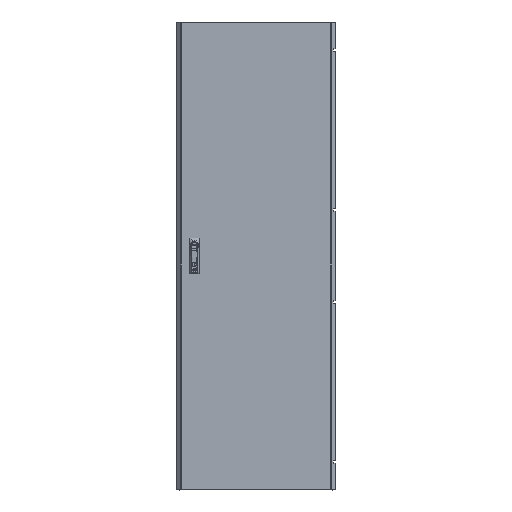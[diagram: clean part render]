
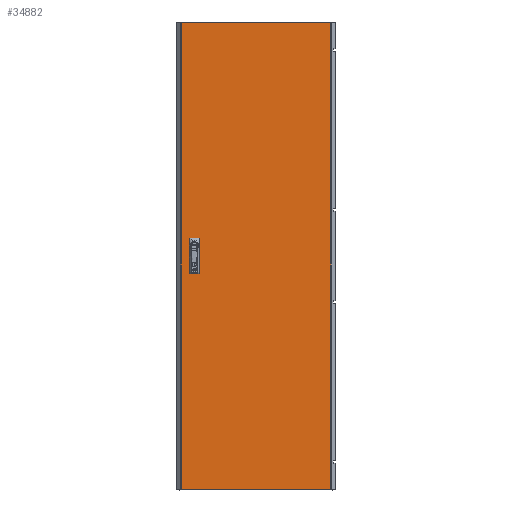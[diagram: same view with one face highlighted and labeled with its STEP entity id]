
A CAD part, top view. The second image highlights one B-rep face of the part: STEP entity #34882.
In plain terms, the highlighted planar face has unit normal (0, 0, 1).
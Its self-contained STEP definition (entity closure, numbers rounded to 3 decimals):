
#152 = VERTEX_POINT ( 'NONE', #74730 ) ;
#836 = VECTOR ( 'NONE', #32731, 1000. ) ;
#2526 = ORIENTED_EDGE ( 'NONE', *, *, #3084, .F. ) ;
#2568 = ORIENTED_EDGE ( 'NONE', *, *, #117755, .F. ) ;
#3084 = EDGE_CURVE ( 'NONE', #49521, #4805, #8314, .T. ) ;
#3627 = ORIENTED_EDGE ( 'NONE', *, *, #134586, .F. ) ;
#4533 = DIRECTION ( 'NONE',  ( -1., 0., 0. ) ) ;
#4805 = VERTEX_POINT ( 'NONE', #46207 ) ;
#8314 = LINE ( 'NONE', #21698, #126757 ) ;
#9183 = CARTESIAN_POINT ( 'NONE',  ( -277.875, -869.5, 0. ) ) ;
#10805 = EDGE_CURVE ( 'NONE', #64095, #66066, #28319, .T. ) ;
#11686 = EDGE_CURVE ( 'NONE', #4805, #129251, #118108, .T. ) ;
#12246 = VERTEX_POINT ( 'NONE', #85416 ) ;
#15934 = EDGE_CURVE ( 'NONE', #96823, #12246, #99136, .T. ) ;
#15998 = ORIENTED_EDGE ( 'NONE', *, *, #70156, .F. ) ;
#21698 = CARTESIAN_POINT ( 'NONE',  ( -217.5, 12.5, 0. ) ) ;
#22684 = EDGE_CURVE ( 'NONE', #12246, #64095, #120260, .T. ) ;
#25848 = AXIS2_PLACEMENT_3D ( 'NONE', #58241, #38394, #4533 ) ;
#28319 = LINE ( 'NONE', #9183, #66345 ) ;
#28616 = VECTOR ( 'NONE', #54693, 1000. ) ;
#30008 = ORIENTED_EDGE ( 'NONE', *, *, #15934, .T. ) ;
#32731 = DIRECTION ( 'NONE',  ( -1., 0., 0. ) ) ;
#34882 = ADVANCED_FACE ( 'NONE', ( #92085, #133776, #90679 ), #123188, .F. ) ;
#34892 = CARTESIAN_POINT ( 'NONE',  ( -277.875, 869.5, 0. ) ) ;
#35493 = LINE ( 'NONE', #46792, #137516 ) ;
#37586 = ORIENTED_EDGE ( 'NONE', *, *, #11686, .F. ) ;
#38394 = DIRECTION ( 'NONE',  ( 0., 0., -1. ) ) ;
#41088 = DIRECTION ( 'NONE',  ( 0., -1., 0. ) ) ;
#44027 = VERTEX_POINT ( 'NONE', #115166 ) ;
#46207 = CARTESIAN_POINT ( 'NONE',  ( -217.5, 62.5, 0. ) ) ;
#46399 = EDGE_CURVE ( 'NONE', #60957, #63968, #35493, .T. ) ;
#46792 = CARTESIAN_POINT ( 'NONE',  ( -242.5, -12.5, 0. ) ) ;
#49521 = VERTEX_POINT ( 'NONE', #71441 ) ;
#53802 = DIRECTION ( 'NONE',  ( 1., 0., 0. ) ) ;
#54693 = DIRECTION ( 'NONE',  ( 0., 1., 0. ) ) ;
#54932 = CARTESIAN_POINT ( 'NONE',  ( -277.875, -869.5, 0. ) ) ;
#55356 = VECTOR ( 'NONE', #41088, 1000. ) ;
#55447 = CARTESIAN_POINT ( 'NONE',  ( -242.5, -12.5, 0. ) ) ;
#55459 = ORIENTED_EDGE ( 'NONE', *, *, #95705, .F. ) ;
#58241 = CARTESIAN_POINT ( 'NONE',  ( 0., 0., 0. ) ) ;
#60957 = VERTEX_POINT ( 'NONE', #85597 ) ;
#63528 = CARTESIAN_POINT ( 'NONE',  ( -242.5, 62.5, 0. ) ) ;
#63968 = VERTEX_POINT ( 'NONE', #55447 ) ;
#64095 = VERTEX_POINT ( 'NONE', #34892 ) ;
#64140 = VECTOR ( 'NONE', #75741, 1000. ) ;
#65907 = CARTESIAN_POINT ( 'NONE',  ( -277.875, 869.5, 0. ) ) ;
#66066 = VERTEX_POINT ( 'NONE', #98699 ) ;
#66345 = VECTOR ( 'NONE', #93959, 1000. ) ;
#67176 = CARTESIAN_POINT ( 'NONE',  ( -242.5, 12.5, 0. ) ) ;
#67899 = EDGE_CURVE ( 'NONE', #66066, #96823, #119184, .T. ) ;
#70156 = EDGE_CURVE ( 'NONE', #129251, #101796, #84165, .T. ) ;
#71441 = CARTESIAN_POINT ( 'NONE',  ( -217.5, 12.5, 0. ) ) ;
#72143 = LINE ( 'NONE', #127893, #114168 ) ;
#74730 = CARTESIAN_POINT ( 'NONE',  ( -217.5, -62.5, 0. ) ) ;
#75236 = ORIENTED_EDGE ( 'NONE', *, *, #132769, .F. ) ;
#75719 = CARTESIAN_POINT ( 'NONE',  ( -217.5, -62.5, 0. ) ) ;
#75741 = DIRECTION ( 'NONE',  ( -1., 0., 0. ) ) ;
#77747 = LINE ( 'NONE', #67176, #111903 ) ;
#78747 = CARTESIAN_POINT ( 'NONE',  ( -242.5, -62.5, 0. ) ) ;
#79368 = EDGE_LOOP ( 'NONE', ( #37586, #2526, #2568, #15998 ) ) ;
#80143 = LINE ( 'NONE', #78747, #87533 ) ;
#82061 = CARTESIAN_POINT ( 'NONE',  ( -242.5, 12.5, 0. ) ) ;
#84165 = LINE ( 'NONE', #94067, #55356 ) ;
#85416 = CARTESIAN_POINT ( 'NONE',  ( 277.875, 869.5, 0. ) ) ;
#85597 = CARTESIAN_POINT ( 'NONE',  ( -217.5, -12.5, 0. ) ) ;
#86295 = LINE ( 'NONE', #75719, #96399 ) ;
#87533 = VECTOR ( 'NONE', #123223, 1000. ) ;
#87864 = CARTESIAN_POINT ( 'NONE',  ( 277.875, -869.5, 0. ) ) ;
#90679 = FACE_OUTER_BOUND ( 'NONE', #95203, .T. ) ;
#92085 = FACE_BOUND ( 'NONE', #79368, .T. ) ;
#93959 = DIRECTION ( 'NONE',  ( 0., -1., 0. ) ) ;
#94067 = CARTESIAN_POINT ( 'NONE',  ( -242.5, 12.5, 0. ) ) ;
#94724 = CARTESIAN_POINT ( 'NONE',  ( 277.875, -869.5, 0. ) ) ;
#95203 = EDGE_LOOP ( 'NONE', ( #30008, #101125, #110116, #104773 ) ) ;
#95705 = EDGE_CURVE ( 'NONE', #63968, #44027, #72143, .T. ) ;
#96399 = VECTOR ( 'NONE', #106106, 1000. ) ;
#96823 = VERTEX_POINT ( 'NONE', #94724 ) ;
#96907 = CARTESIAN_POINT ( 'NONE',  ( -242.5, 62.5, 0. ) ) ;
#98699 = CARTESIAN_POINT ( 'NONE',  ( -277.875, -869.5, 0. ) ) ;
#99136 = LINE ( 'NONE', #87864, #28616 ) ;
#99357 = DIRECTION ( 'NONE',  ( 1., 0., 0. ) ) ;
#100085 = VECTOR ( 'NONE', #99357, 1000. ) ;
#101125 = ORIENTED_EDGE ( 'NONE', *, *, #22684, .T. ) ;
#101796 = VERTEX_POINT ( 'NONE', #82061 ) ;
#104773 = ORIENTED_EDGE ( 'NONE', *, *, #67899, .T. ) ;
#106106 = DIRECTION ( 'NONE',  ( 0., 1., 0. ) ) ;
#107841 = DIRECTION ( 'NONE',  ( 0., 1., 0. ) ) ;
#108978 = DIRECTION ( 'NONE',  ( -1., 0., 0. ) ) ;
#110116 = ORIENTED_EDGE ( 'NONE', *, *, #10805, .T. ) ;
#111903 = VECTOR ( 'NONE', #53802, 1000. ) ;
#113639 = EDGE_LOOP ( 'NONE', ( #127541, #75236, #3627, #55459 ) ) ;
#114168 = VECTOR ( 'NONE', #115205, 1000. ) ;
#115166 = CARTESIAN_POINT ( 'NONE',  ( -242.5, -62.5, 0. ) ) ;
#115205 = DIRECTION ( 'NONE',  ( 0., -1., 0. ) ) ;
#117755 = EDGE_CURVE ( 'NONE', #101796, #49521, #77747, .T. ) ;
#118108 = LINE ( 'NONE', #96907, #64140 ) ;
#119184 = LINE ( 'NONE', #54932, #100085 ) ;
#120260 = LINE ( 'NONE', #65907, #836 ) ;
#123188 = PLANE ( 'NONE',  #25848 ) ;
#123223 = DIRECTION ( 'NONE',  ( 1., 0., 0. ) ) ;
#126757 = VECTOR ( 'NONE', #107841, 1000. ) ;
#127541 = ORIENTED_EDGE ( 'NONE', *, *, #46399, .F. ) ;
#127893 = CARTESIAN_POINT ( 'NONE',  ( -242.5, -62.5, 0. ) ) ;
#129251 = VERTEX_POINT ( 'NONE', #63528 ) ;
#132769 = EDGE_CURVE ( 'NONE', #152, #60957, #86295, .T. ) ;
#133776 = FACE_BOUND ( 'NONE', #113639, .T. ) ;
#134586 = EDGE_CURVE ( 'NONE', #44027, #152, #80143, .T. ) ;
#137516 = VECTOR ( 'NONE', #108978, 1000. ) ;
